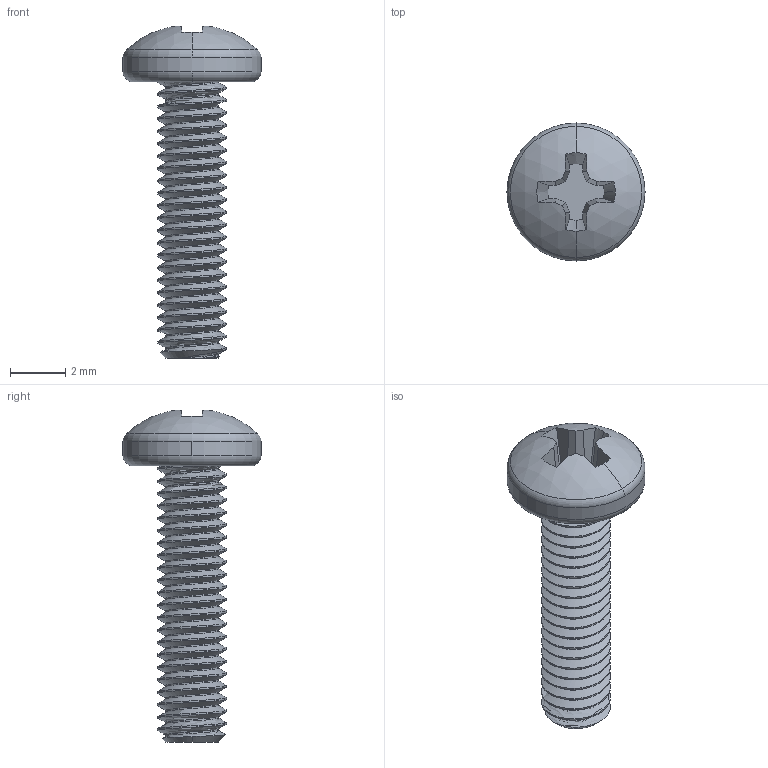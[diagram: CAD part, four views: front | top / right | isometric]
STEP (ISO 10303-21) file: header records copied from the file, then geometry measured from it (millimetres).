
FILE_DESCRIPTION (( 'STEP AP203' ), '1' );
FILE_NAME ('92000A106.step', '2012-05-30T18:27:42', ( 'Admin' ), ( 'Microsoft' ), 'SwSTEP 2.0', 'SolidWorks 2012', '' );
FILE_SCHEMA (( 'CONFIG_CONTROL_DESIGN' ));
Length unit declared in the file: millimetre
Products named in the file (1): 92000A106
Bounding box: 5 x 5 x 12.03 mm (x, y, z)
Volume: 64.6 mm3; surface area: 188.5 mm2
Topology: 1 solids, 1 shells, 151 faces, 439 edges, 291 vertices
Faces by surface type: cylinder 114, plane 19, cone 9, torus 4, bspline 3, sphere 2
Entity records: 6881 total; most frequent: CARTESIAN_POINT 3472, ORIENTED_EDGE 878, DIRECTION 553, EDGE_CURVE 439, VERTEX_POINT 291, AXIS2_PLACEMENT_3D 204, EDGE_LOOP 152, ADVANCED_FACE 151
